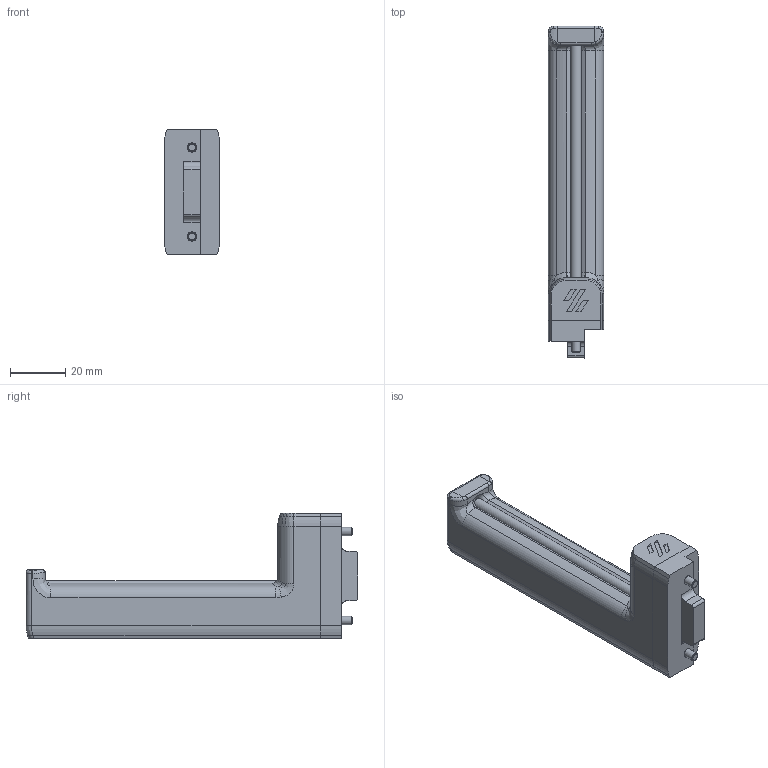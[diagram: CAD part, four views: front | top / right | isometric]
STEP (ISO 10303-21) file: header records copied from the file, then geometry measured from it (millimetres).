
FILE_DESCRIPTION(/* description */ (''),/* implementation_level */ '2;1');
FILE_NAME(/* name */ 'JimmyVegas Spool Holder.step',/* time_stamp */ '2022-03-07T18:54:00-07:00',/* author */ (''),/* organization */ (''),/* preprocessor_version */ 'ST-DEVELOPER v18.1',/* originating_system */ 'Autodesk Translation Framework v10.13.0.1454',/* authorisation */ '');
FILE_SCHEMA (('AUTOMOTIVE_DESIGN { 1 0 10303 214 3 1 1 }'));
Length unit declared in the file: millimetre
Products named in the file (7): JimmyVegas - Spool Holder; Spool Holder; PTFE Tube; Extrusion Mount; Mount Wedge; M3x20 SHCS; M3x20 SHCS (1)
Assembly tree (6 placements, depth 3):
  JimmyVegas - Spool Holder
    Spool Holder
      PTFE Tube
    Extrusion Mount
    Mount Wedge
      M3x20 SHCS
      M3x20 SHCS (1)
Bounding box: 20 x 120 x 45.4 mm (x, y, z)
Volume: 54501.9 mm3; surface area: 19940 mm2
Topology: 6 solids, 6 shells, 263 faces, 633 edges, 389 vertices
Faces by surface type: plane 136, cylinder 69, cone 26, bspline 22, torus 10
Full cylindrical faces by diameter (mm): 2 x1, 3 x2, 3.4 x4, 4 x1, 4.2 x1, 5.5 x2, 6 x2
Entity records: 8708 total; most frequent: CARTESIAN_POINT 2360, DIRECTION 1311, ORIENTED_EDGE 1262, EDGE_CURVE 631, AXIS2_PLACEMENT_3D 458, LINE 395, VECTOR 395, VERTEX_POINT 389
